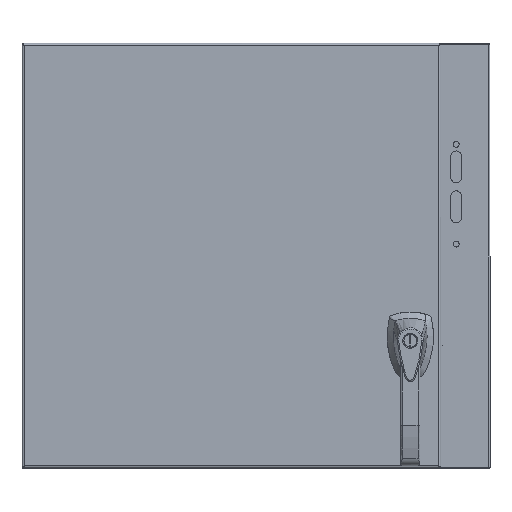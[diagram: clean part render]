
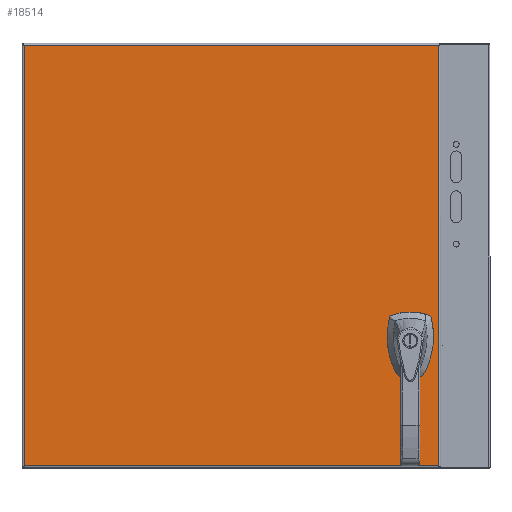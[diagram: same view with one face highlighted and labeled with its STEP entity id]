
A CAD part, front view. The second image highlights one B-rep face of the part: STEP entity #18514.
In plain terms, the highlighted planar face has unit normal (0, -1, 0).
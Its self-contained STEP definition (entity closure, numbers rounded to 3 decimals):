
#1132 = CARTESIAN_POINT ( 'NONE',  ( 174.549, -224.46, -95.733 ) ) ;
#2569 = CARTESIAN_POINT ( 'NONE',  ( 218.364, -224.46, 250.85 ) ) ;
#2955 = VERTEX_POINT ( 'NONE', #34780 ) ;
#3772 = VERTEX_POINT ( 'NONE', #52946 ) ;
#4178 = CARTESIAN_POINT ( 'NONE',  ( 190.462, -224.46, -91.554 ) ) ;
#4306 = CARTESIAN_POINT ( 'NONE',  ( 218.364, -224.46, -250.876 ) ) ;
#4569 = VERTEX_POINT ( 'NONE', #24335 ) ;
#4787 = DIRECTION ( 'NONE',  ( 0., 0., -1. ) ) ;
#5531 = CIRCLE ( 'NONE', #31179, 4.242 ) ;
#6013 = VERTEX_POINT ( 'NONE', #7352 ) ;
#6288 = CARTESIAN_POINT ( 'NONE',  ( -276.212, -224.46, -250.876 ) ) ;
#7181 = VECTOR ( 'NONE', #38991, 1000. ) ;
#7352 = CARTESIAN_POINT ( 'NONE',  ( 194.64, -224.46, -107.467 ) ) ;
#8258 = CARTESIAN_POINT ( 'NONE',  ( 194.64, -224.46, -107.467 ) ) ;
#8528 = DIRECTION ( 'NONE',  ( 0., 1., 0. ) ) ;
#8855 = ORIENTED_EDGE ( 'NONE', *, *, #38257, .T. ) ;
#9806 = LINE ( 'NONE', #30251, #31940 ) ;
#10959 = DIRECTION ( 'NONE',  ( 0., 0., -1. ) ) ;
#10987 = ORIENTED_EDGE ( 'NONE', *, *, #19489, .T. ) ;
#11169 = VERTEX_POINT ( 'NONE', #43480 ) ;
#11404 = DIRECTION ( 'NONE',  ( 0.707, 0., 0.707 ) ) ;
#12982 = ORIENTED_EDGE ( 'NONE', *, *, #15225, .T. ) ;
#13633 = VECTOR ( 'NONE', #42426, 1000. ) ;
#14181 = VERTEX_POINT ( 'NONE', #2569 ) ;
#14500 = ORIENTED_EDGE ( 'NONE', *, *, #19376, .T. ) ;
#15225 = EDGE_CURVE ( 'NONE', #4569, #4569, #5531, .T. ) ;
#15985 = CARTESIAN_POINT ( 'NONE',  ( -276.212, -224.46, 250.85 ) ) ;
#16654 = ORIENTED_EDGE ( 'NONE', *, *, #46807, .T. ) ;
#17588 = VECTOR ( 'NONE', #60574, 1000. ) ;
#17711 = DIRECTION ( 'NONE',  ( 0., 0., 1. ) ) ;
#18326 = LINE ( 'NONE', #4306, #23522 ) ;
#18514 = ADVANCED_FACE ( 'NONE', ( #29848, #52464, #31385 ), #36732, .T. ) ;
#19376 = EDGE_CURVE ( 'NONE', #37775, #6013, #9806, .T. ) ;
#19489 = EDGE_CURVE ( 'NONE', #37327, #62392, #50347, .T. ) ;
#21068 = EDGE_CURVE ( 'NONE', #48353, #11169, #65919, .T. ) ;
#22871 = LINE ( 'NONE', #43610, #43688 ) ;
#23522 = VECTOR ( 'NONE', #55167, 1000. ) ;
#23549 = VECTOR ( 'NONE', #23652, 1000. ) ;
#23652 = DIRECTION ( 'NONE',  ( -0.707, 0., -0.707 ) ) ;
#24032 = VERTEX_POINT ( 'NONE', #1132 ) ;
#24335 = CARTESIAN_POINT ( 'NONE',  ( 184.594, -224.46, -139.827 ) ) ;
#25187 = CARTESIAN_POINT ( 'NONE',  ( 190.462, -224.46, -91.554 ) ) ;
#26679 = VECTOR ( 'NONE', #66047, 1000. ) ;
#27207 = VECTOR ( 'NONE', #11404, 1000. ) ;
#28137 = LINE ( 'NONE', #32474, #35562 ) ;
#29558 = EDGE_CURVE ( 'NONE', #2955, #3772, #40140, .T. ) ;
#29848 = FACE_OUTER_BOUND ( 'NONE', #42816, .T. ) ;
#30072 = CARTESIAN_POINT ( 'NONE',  ( 218.364, -224.46, -250.876 ) ) ;
#30128 = ORIENTED_EDGE ( 'NONE', *, *, #63589, .T. ) ;
#30251 = CARTESIAN_POINT ( 'NONE',  ( 194.64, -224.46, -107.467 ) ) ;
#30306 = ORIENTED_EDGE ( 'NONE', *, *, #60735, .T. ) ;
#30307 = ORIENTED_EDGE ( 'NONE', *, *, #36080, .T. ) ;
#31179 = AXIS2_PLACEMENT_3D ( 'NONE', #37972, #8528, #32959 ) ;
#31385 = FACE_BOUND ( 'NONE', #52765, .T. ) ;
#31565 = EDGE_LOOP ( 'NONE', ( #8855, #49747, #10987, #30306, #14500, #30307, #49051, #60896 ) ) ;
#31940 = VECTOR ( 'NONE', #4787, 1000. ) ;
#32474 = CARTESIAN_POINT ( 'NONE',  ( 174.549, -224.46, -95.733 ) ) ;
#32959 = DIRECTION ( 'NONE',  ( 0., 0., -1. ) ) ;
#33089 = ORIENTED_EDGE ( 'NONE', *, *, #33790, .T. ) ;
#33790 = EDGE_CURVE ( 'NONE', #14181, #2955, #52789, .T. ) ;
#34780 = CARTESIAN_POINT ( 'NONE',  ( -276.212, -224.46, 250.85 ) ) ;
#35562 = VECTOR ( 'NONE', #17711, 1000. ) ;
#35933 = CARTESIAN_POINT ( 'NONE',  ( 194.64, -224.46, -95.733 ) ) ;
#36080 = EDGE_CURVE ( 'NONE', #6013, #48353, #54096, .T. ) ;
#36132 = VECTOR ( 'NONE', #45347, 1000. ) ;
#36216 = CARTESIAN_POINT ( 'NONE',  ( 178.727, -224.46, -91.554 ) ) ;
#36732 = PLANE ( 'NONE',  #58722 ) ;
#37327 = VERTEX_POINT ( 'NONE', #58332 ) ;
#37731 = DIRECTION ( 'NONE',  ( -1., 0., 0. ) ) ;
#37775 = VERTEX_POINT ( 'NONE', #35933 ) ;
#37972 = CARTESIAN_POINT ( 'NONE',  ( 184.594, -224.46, -135.585 ) ) ;
#38257 = EDGE_CURVE ( 'NONE', #66219, #24032, #28137, .T. ) ;
#38991 = DIRECTION ( 'NONE',  ( -0.707, 0., 0.707 ) ) ;
#40140 = LINE ( 'NONE', #59927, #17588 ) ;
#40313 = EDGE_CURVE ( 'NONE', #24032, #37327, #50952, .T. ) ;
#41665 = CARTESIAN_POINT ( 'NONE',  ( 190.462, -224.46, -111.646 ) ) ;
#42426 = DIRECTION ( 'NONE',  ( -1., 0., 0. ) ) ;
#42816 = EDGE_LOOP ( 'NONE', ( #30128, #33089, #57875, #16654 ) ) ;
#43480 = CARTESIAN_POINT ( 'NONE',  ( 178.727, -224.46, -111.646 ) ) ;
#43610 = CARTESIAN_POINT ( 'NONE',  ( -276.212, -224.46, -250.876 ) ) ;
#43688 = VECTOR ( 'NONE', #43961, 1000. ) ;
#43960 = VERTEX_POINT ( 'NONE', #30072 ) ;
#43961 = DIRECTION ( 'NONE',  ( 1., 0., 0. ) ) ;
#45347 = DIRECTION ( 'NONE',  ( 0.707, 0., -0.707 ) ) ;
#46807 = EDGE_CURVE ( 'NONE', #3772, #43960, #22871, .T. ) ;
#47484 = CARTESIAN_POINT ( 'NONE',  ( 178.727, -224.46, -111.646 ) ) ;
#48106 = CARTESIAN_POINT ( 'NONE',  ( 174.549, -224.46, -107.467 ) ) ;
#48353 = VERTEX_POINT ( 'NONE', #41665 ) ;
#48441 = LINE ( 'NONE', #48106, #7181 ) ;
#49051 = ORIENTED_EDGE ( 'NONE', *, *, #21068, .T. ) ;
#49747 = ORIENTED_EDGE ( 'NONE', *, *, #40313, .T. ) ;
#50347 = LINE ( 'NONE', #59692, #26679 ) ;
#50776 = EDGE_CURVE ( 'NONE', #11169, #66219, #48441, .T. ) ;
#50952 = LINE ( 'NONE', #36216, #27207 ) ;
#52464 = FACE_BOUND ( 'NONE', #31565, .T. ) ;
#52765 = EDGE_LOOP ( 'NONE', ( #12982 ) ) ;
#52789 = LINE ( 'NONE', #15985, #53147 ) ;
#52946 = CARTESIAN_POINT ( 'NONE',  ( -276.212, -224.46, -250.876 ) ) ;
#53147 = VECTOR ( 'NONE', #37731, 1000. ) ;
#54096 = LINE ( 'NONE', #8258, #23549 ) ;
#55167 = DIRECTION ( 'NONE',  ( 0., 0., 1. ) ) ;
#55373 = LINE ( 'NONE', #4178, #36132 ) ;
#56825 = DIRECTION ( 'NONE',  ( 0., -1., 0. ) ) ;
#57875 = ORIENTED_EDGE ( 'NONE', *, *, #29558, .T. ) ;
#58332 = CARTESIAN_POINT ( 'NONE',  ( 178.727, -224.46, -91.554 ) ) ;
#58722 = AXIS2_PLACEMENT_3D ( 'NONE', #6288, #56825, #10959 ) ;
#59692 = CARTESIAN_POINT ( 'NONE',  ( 190.462, -224.46, -91.554 ) ) ;
#59927 = CARTESIAN_POINT ( 'NONE',  ( -276.212, -224.46, -250.876 ) ) ;
#60574 = DIRECTION ( 'NONE',  ( 0., 0., -1. ) ) ;
#60735 = EDGE_CURVE ( 'NONE', #62392, #37775, #55373, .T. ) ;
#60808 = CARTESIAN_POINT ( 'NONE',  ( 174.549, -224.46, -107.467 ) ) ;
#60896 = ORIENTED_EDGE ( 'NONE', *, *, #50776, .T. ) ;
#62392 = VERTEX_POINT ( 'NONE', #25187 ) ;
#63589 = EDGE_CURVE ( 'NONE', #43960, #14181, #18326, .T. ) ;
#65919 = LINE ( 'NONE', #47484, #13633 ) ;
#66047 = DIRECTION ( 'NONE',  ( 1., 0., 0. ) ) ;
#66219 = VERTEX_POINT ( 'NONE', #60808 ) ;
